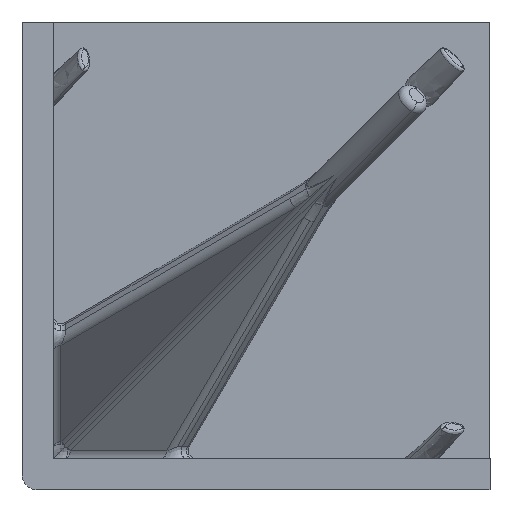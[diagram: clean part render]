
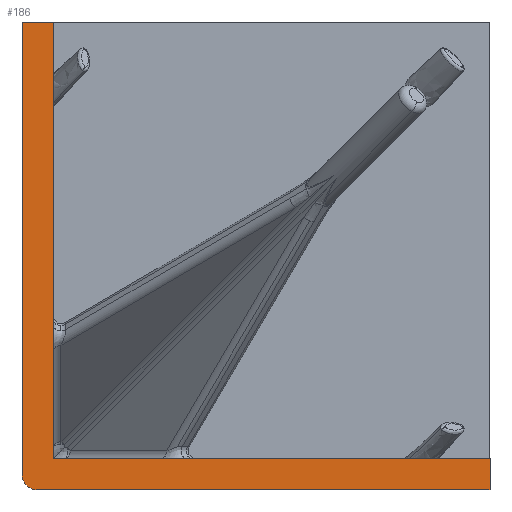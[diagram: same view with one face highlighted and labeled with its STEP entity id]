
A CAD part, left-side view. The second image highlights one B-rep face of the part: STEP entity #186.
In plain terms, the highlighted planar face has unit normal (-1, 0, 0).
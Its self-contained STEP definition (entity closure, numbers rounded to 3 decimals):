
#186 = ADVANCED_FACE ( 'NONE', ( #394 ), #1377, .T. ) ;
#283 = AXIS2_PLACEMENT_3D ( 'NONE', #1374, #1379, #1380 ) ;
#301 = AXIS2_PLACEMENT_3D ( 'NONE', #3566, #3567, #3568 ) ;
#394 = FACE_OUTER_BOUND ( 'NONE', #4407, .T. ) ;
#717 = VERTEX_POINT ( 'NONE', #3408 ) ;
#725 = VERTEX_POINT ( 'NONE', #797 ) ;
#730 = VERTEX_POINT ( 'NONE', #802 ) ;
#768 = VERTEX_POINT ( 'NONE', #827 ) ;
#783 = VERTEX_POINT ( 'NONE', #842 ) ;
#797 = CARTESIAN_POINT ( 'NONE',  ( 0., 28., 0. ) ) ;
#802 = CARTESIAN_POINT ( 'NONE',  ( 0., 30., -29. ) ) ;
#827 = CARTESIAN_POINT ( 'NONE',  ( 0., 28., -28. ) ) ;
#842 = CARTESIAN_POINT ( 'NONE',  ( 0., 0., -28. ) ) ;
#1374 = CARTESIAN_POINT ( 'NONE',  ( 0., 28., -29. ) ) ;
#1377 = PLANE ( 'NONE',  #283 ) ;
#1379 = DIRECTION ( 'NONE',  ( -1., 0., 0. ) ) ;
#1380 = DIRECTION ( 'NONE',  ( 0., -1., 0. ) ) ;
#2024 = ORIENTED_EDGE ( 'NONE', *, *, #5097, .T. ) ;
#2025 = ORIENTED_EDGE ( 'NONE', *, *, #5096, .T. ) ;
#2026 = ORIENTED_EDGE ( 'NONE', *, *, #5093, .T. ) ;
#2027 = ORIENTED_EDGE ( 'NONE', *, *, #5092, .F. ) ;
#2028 = ORIENTED_EDGE ( 'NONE', *, *, #5091, .F. ) ;
#2029 = ORIENTED_EDGE ( 'NONE', *, *, #5089, .T. ) ;
#2030 = ORIENTED_EDGE ( 'NONE', *, *, #5057, .T. ) ;
#2106 = LINE ( 'NONE', #3425, #2109 ) ;
#2109 = VECTOR ( 'NONE', #3427, 1000. ) ;
#2137 = CIRCLE ( 'NONE', #301, 1. ) ;
#2141 = LINE ( 'NONE', #3542, #2144 ) ;
#2143 = LINE ( 'NONE', #3561, #2148 ) ;
#2144 = VECTOR ( 'NONE', #3543, 1000. ) ;
#2145 = LINE ( 'NONE', #3559, #2146 ) ;
#2146 = VECTOR ( 'NONE', #3560, 1000. ) ;
#2148 = VECTOR ( 'NONE', #3563, 1000. ) ;
#2152 = LINE ( 'NONE', #3571, #2155 ) ;
#2154 = LINE ( 'NONE', #3573, #2157 ) ;
#2155 = VECTOR ( 'NONE', #3572, 1000. ) ;
#2157 = VECTOR ( 'NONE', #3574, 1000. ) ;
#2515 = CARTESIAN_POINT ( 'NONE',  ( 0., 29., -30. ) ) ;
#2601 = CARTESIAN_POINT ( 'NONE',  ( 0., 0., -30. ) ) ;
#3408 = CARTESIAN_POINT ( 'NONE',  ( 0., 30., 0. ) ) ;
#3425 = CARTESIAN_POINT ( 'NONE',  ( 0., 30., -28. ) ) ;
#3427 = DIRECTION ( 'NONE',  ( 0., 1., 0. ) ) ;
#3542 = CARTESIAN_POINT ( 'NONE',  ( 0., 28., -29. ) ) ;
#3543 = DIRECTION ( 'NONE',  ( 0., 0., 1. ) ) ;
#3559 = CARTESIAN_POINT ( 'NONE',  ( 0., 28., 0. ) ) ;
#3560 = DIRECTION ( 'NONE',  ( 0., -1., 0. ) ) ;
#3561 = CARTESIAN_POINT ( 'NONE',  ( 0., 30., -29. ) ) ;
#3563 = DIRECTION ( 'NONE',  ( 0., 0., 1. ) ) ;
#3566 = CARTESIAN_POINT ( 'NONE',  ( 0., 29., -29. ) ) ;
#3567 = DIRECTION ( 'NONE',  ( -1., 0., 0. ) ) ;
#3568 = DIRECTION ( 'NONE',  ( 0., -1., 0. ) ) ;
#3571 = CARTESIAN_POINT ( 'NONE',  ( 0., 29., -30. ) ) ;
#3572 = DIRECTION ( 'NONE',  ( 0., -1., 0. ) ) ;
#3573 = CARTESIAN_POINT ( 'NONE',  ( 0., 0., -30. ) ) ;
#3574 = DIRECTION ( 'NONE',  ( 0., 0., 1. ) ) ;
#4407 = EDGE_LOOP ( 'NONE', ( #2030, #2029, #2028, #2027, #2026, #2025, #2024 ) ) ;
#4914 = VERTEX_POINT ( 'NONE', #2515 ) ;
#4915 = VERTEX_POINT ( 'NONE', #2601 ) ;
#5057 = EDGE_CURVE ( 'NONE', #783, #768, #2106, .T. ) ;
#5089 = EDGE_CURVE ( 'NONE', #768, #725, #2141, .T. ) ;
#5091 = EDGE_CURVE ( 'NONE', #717, #725, #2145, .T. ) ;
#5092 = EDGE_CURVE ( 'NONE', #730, #717, #2143, .T. ) ;
#5093 = EDGE_CURVE ( 'NONE', #730, #4914, #2137, .T. ) ;
#5096 = EDGE_CURVE ( 'NONE', #4914, #4915, #2152, .T. ) ;
#5097 = EDGE_CURVE ( 'NONE', #4915, #783, #2154, .T. ) ;
